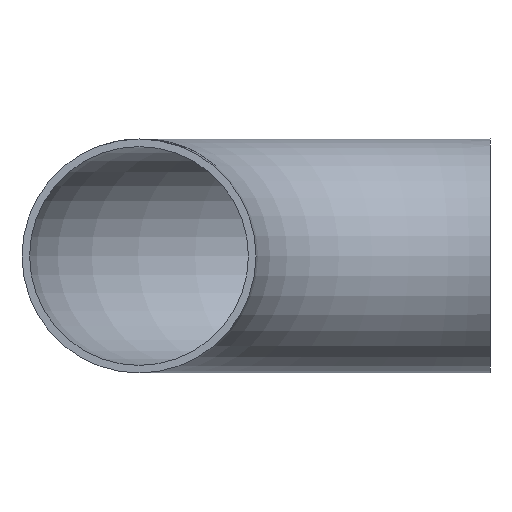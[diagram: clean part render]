
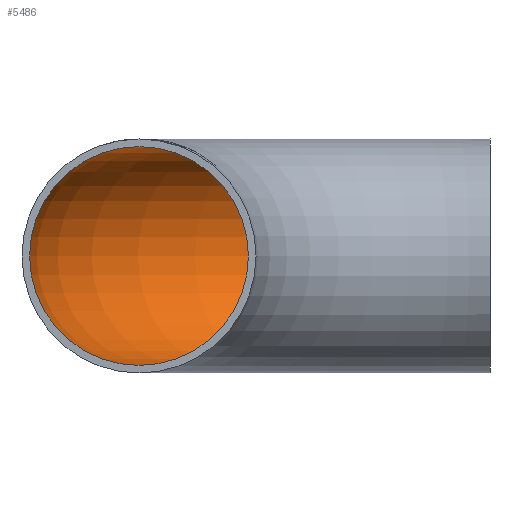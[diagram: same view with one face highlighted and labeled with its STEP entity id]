
A CAD part, front view. The second image highlights one B-rep face of the part: STEP entity #5486.
In plain terms, the highlighted toroidal (fillet/blend) face has major radius 76.2 mm and minor radius 23.749 mm.
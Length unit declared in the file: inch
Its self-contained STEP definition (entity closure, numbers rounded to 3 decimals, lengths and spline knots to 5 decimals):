
#15=CIRCLE('',#5643,0.935);
#16=CIRCLE('',#5644,0.935);
#46=FACE_BOUND('',#1521,.T.);
#1185=FACE_OUTER_BOUND('',#1520,.T.);
#1520=EDGE_LOOP('',(#5119));
#1521=EDGE_LOOP('',(#5120));
#2633=VERTEX_POINT('',#12606);
#2634=VERTEX_POINT('',#12608);
#3465=EDGE_CURVE('',#2633,#2633,#15,.T.);
#3466=EDGE_CURVE('',#2634,#2634,#16,.T.);
#5119=ORIENTED_EDGE('',*,*,#3465,.F.);
#5120=ORIENTED_EDGE('',*,*,#3466,.F.);
#5159=TOROIDAL_SURFACE('',#5642,3.,0.935);
#5486=ADVANCED_FACE('',(#1185,#46),#5159,.F.);
#5642=AXIS2_PLACEMENT_3D('',#12605,#6224,#6225);
#5643=AXIS2_PLACEMENT_3D('',#12607,#6226,#6227);
#5644=AXIS2_PLACEMENT_3D('',#12609,#6228,#6229);
#6224=DIRECTION('center_axis',(0.,0.,-1.));
#6225=DIRECTION('ref_axis',(-1.,0.,0.));
#6226=DIRECTION('center_axis',(-1.,0.,0.));
#6227=DIRECTION('ref_axis',(0.,1.,0.));
#6228=DIRECTION('center_axis',(0.,1.,0.));
#6229=DIRECTION('ref_axis',(-1.,0.,0.));
#12605=CARTESIAN_POINT('Origin',(3.,0.,0.));
#12606=CARTESIAN_POINT('',(3.,3.935,0.));
#12607=CARTESIAN_POINT('Origin',(3.,3.,0.));
#12608=CARTESIAN_POINT('',(-0.935,0.,0.));
#12609=CARTESIAN_POINT('Origin',(0.,0.,0.));
